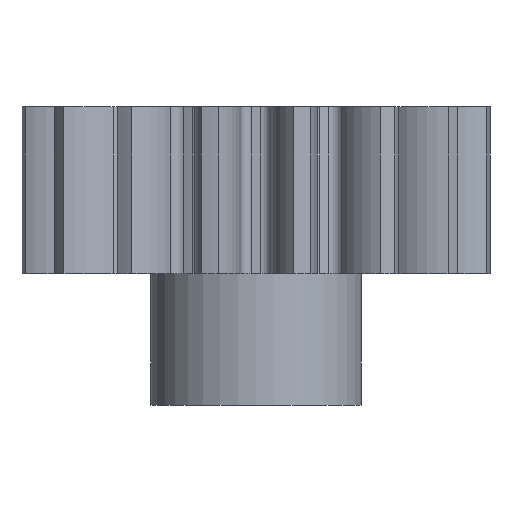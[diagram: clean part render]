
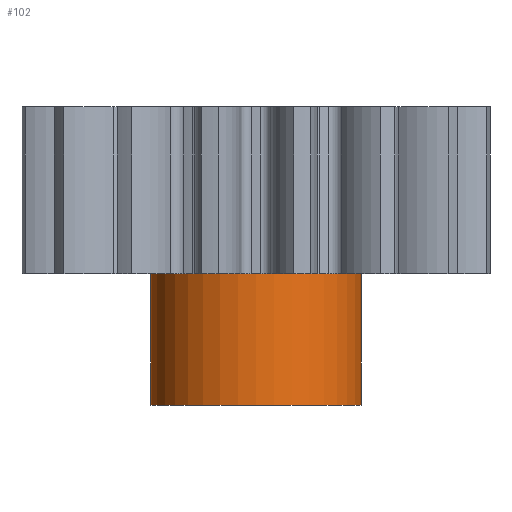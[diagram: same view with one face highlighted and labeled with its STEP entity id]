
A CAD part, front view. The second image highlights one B-rep face of the part: STEP entity #102.
In plain terms, the highlighted cylindrical face has radius 12 mm (diameter 24 mm), a partial arc.
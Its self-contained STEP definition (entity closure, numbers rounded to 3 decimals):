
#20 = ORIENTED_EDGE ( 'NONE', *, *, #498, .F. ) ;
#23 = ORIENTED_EDGE ( 'NONE', *, *, #103, .T. ) ;
#31 = ORIENTED_EDGE ( 'NONE', *, *, #99, .T. ) ;
#98 = EDGE_LOOP ( 'NONE', ( #20, #23, #100, #31 ) ) ;
#99 = EDGE_CURVE ( 'NONE', #511, #513, #1703, .T. ) ;
#100 = ORIENTED_EDGE ( 'NONE', *, *, #504, .T. ) ;
#102 = ADVANCED_FACE ( 'NONE', ( #1605 ), #1694, .T. ) ;
#103 = EDGE_CURVE ( 'NONE', #496, #515, #1606, .T. ) ;
#496 = VERTEX_POINT ( 'NONE', #2643 ) ;
#498 = EDGE_CURVE ( 'NONE', #496, #513, #2674, .T. ) ;
#504 = EDGE_CURVE ( 'NONE', #515, #511, #2660, .T. ) ;
#511 = VERTEX_POINT ( 'NONE', #2705 ) ;
#513 = VERTEX_POINT ( 'NONE', #2662 ) ;
#515 = VERTEX_POINT ( 'NONE', #2707 ) ;
#1591 = DIRECTION ( 'NONE',  ( 1., 0., 0. ) ) ;
#1592 = AXIS2_PLACEMENT_3D ( 'NONE', #1599, #1600, #1591 ) ;
#1598 = DIRECTION ( 'NONE',  ( 1., 0., 0. ) ) ;
#1599 = CARTESIAN_POINT ( 'NONE',  ( 0., 0., -15. ) ) ;
#1600 = DIRECTION ( 'NONE',  ( 0., 0., 1. ) ) ;
#1602 = DIRECTION ( 'NONE',  ( -1., 0., 0. ) ) ;
#1603 = DIRECTION ( 'NONE',  ( 0., 0., -1. ) ) ;
#1604 = AXIS2_PLACEMENT_3D ( 'NONE', #1693, #1603, #1602 ) ;
#1605 = FACE_OUTER_BOUND ( 'NONE', #98, .T. ) ;
#1606 = CIRCLE ( 'NONE', #1592, 12. ) ;
#1613 = DIRECTION ( 'NONE',  ( 0., 0., 1. ) ) ;
#1614 = CARTESIAN_POINT ( 'NONE',  ( 0., 0., -15. ) ) ;
#1684 = AXIS2_PLACEMENT_3D ( 'NONE', #1614, #1613, #1598 ) ;
#1693 = CARTESIAN_POINT ( 'NONE',  ( 0., 0., 5.5 ) ) ;
#1694 = CYLINDRICAL_SURFACE ( 'NONE', #1684, 12. ) ;
#1703 = CIRCLE ( 'NONE', #1604, 12. ) ;
#2643 = CARTESIAN_POINT ( 'NONE',  ( -12., 0., -15. ) ) ;
#2648 = DIRECTION ( 'NONE',  ( 0., 0., 1. ) ) ;
#2649 = VECTOR ( 'NONE', #2648, 1000. ) ;
#2650 = CARTESIAN_POINT ( 'NONE',  ( 12., 0., -15. ) ) ;
#2660 = LINE ( 'NONE', #2650, #2649 ) ;
#2662 = CARTESIAN_POINT ( 'NONE',  ( -12., 0., 5.5 ) ) ;
#2671 = DIRECTION ( 'NONE',  ( 0., 0., 1. ) ) ;
#2672 = VECTOR ( 'NONE', #2671, 1000. ) ;
#2673 = CARTESIAN_POINT ( 'NONE',  ( -12., 0., -15. ) ) ;
#2674 = LINE ( 'NONE', #2673, #2672 ) ;
#2705 = CARTESIAN_POINT ( 'NONE',  ( 12., 0., 5.5 ) ) ;
#2707 = CARTESIAN_POINT ( 'NONE',  ( 12., 0., -15. ) ) ;
